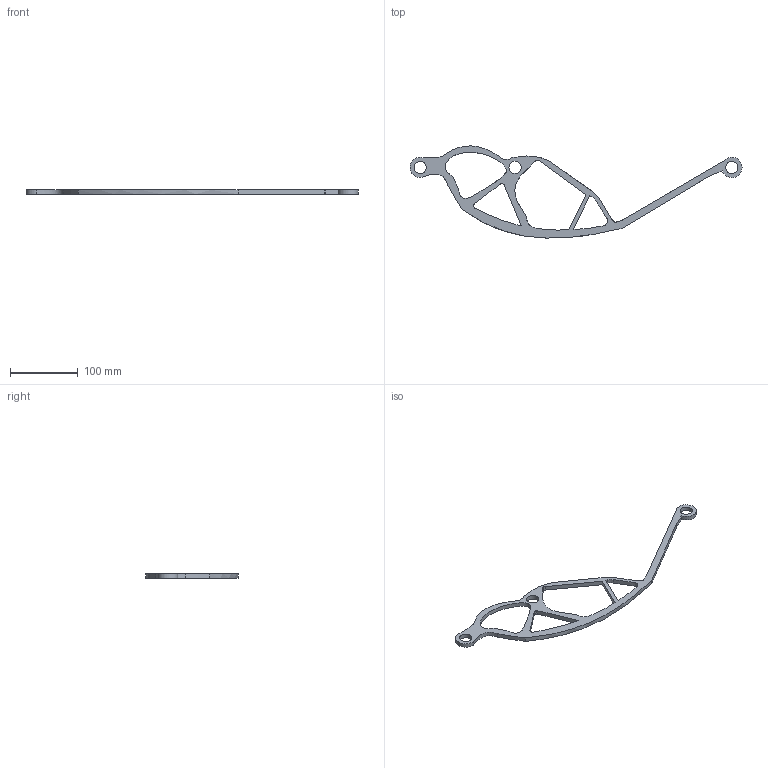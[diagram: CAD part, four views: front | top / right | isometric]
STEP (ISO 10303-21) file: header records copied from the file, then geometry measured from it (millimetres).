
FILE_DESCRIPTION(/* description */ (''),/* implementation_level */ '2;1');
FILE_NAME(/* name */ 'GenDes2Fixedv62.step',/* time_stamp */ '2024-02-16T19:53:38Z',/* author */ (''),/* organization */ (''),/* preprocessor_version */ 'ST-DEVELOPER v20',/* originating_system */ 'Autodesk Translation Framework v12.20.1.177',/* authorisation */ '');
FILE_SCHEMA (('AUTOMOTIVE_DESIGN { 1 0 10303 214 3 1 1 }'));
Length unit declared in the file: millimetre
Products named in the file (1): GenDes2Fixed
Bounding box: 489.98 x 136.03 x 6.3 mm (x, y, z)
Volume: 70610.4 mm3; surface area: 36649.9 mm2
Topology: 1 solids, 1 shells, 53 faces, 153 edges, 102 vertices
Faces by surface type: bspline 26, plane 17, cylinder 10
Full cylindrical faces by diameter (mm): 18 x3
Entity records: 3761 total; most frequent: CARTESIAN_POINT 2522, ORIENTED_EDGE 306, DIRECTION 169, EDGE_CURVE 153, VERTEX_POINT 102, LINE 73, VECTOR 73, EDGE_LOOP 67
